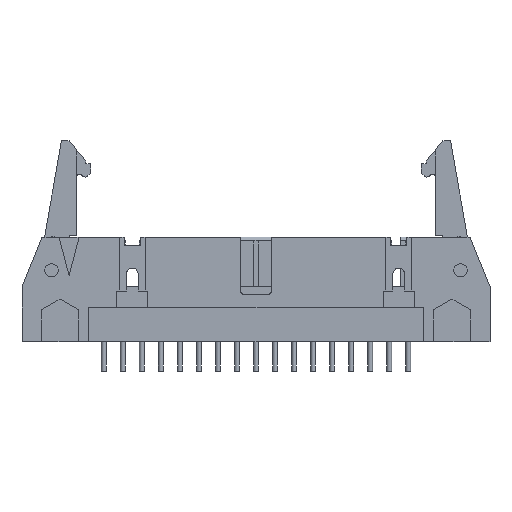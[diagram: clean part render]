
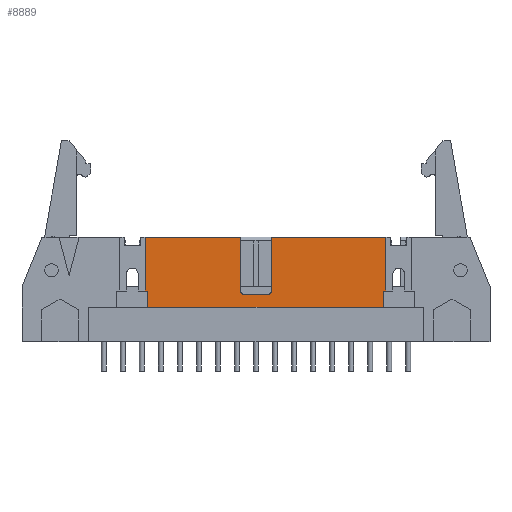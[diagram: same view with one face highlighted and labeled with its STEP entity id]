
A CAD part, front view. The second image highlights one B-rep face of the part: STEP entity #8889.
In plain terms, the highlighted planar face has unit normal (0, -1, 0).
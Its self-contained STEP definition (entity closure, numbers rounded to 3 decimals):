
#1041=DIRECTION('',(-1.,0.,0.));
#1042=VECTOR('',#1041,12.713);
#1043=CARTESIAN_POINT('',(-2.096,-4.001,6.604));
#1044=LINE('',#1043,#1042);
#1045=DIRECTION('',(0.,0.,-1.));
#1046=VECTOR('',#1045,7.112);
#1047=CARTESIAN_POINT('',(-2.096,-4.001,6.604));
#1048=LINE('',#1047,#1046);
#1049=CARTESIAN_POINT('',(-1.588,-4.001,-0.508));
#1050=DIRECTION('',(0.,-1.,0.));
#1051=DIRECTION('',(-1.,0.,0.));
#1052=AXIS2_PLACEMENT_3D('',#1049,#1050,#1051);
#1054=DIRECTION('',(1.,0.,0.));
#1055=VECTOR('',#1054,3.175);
#1056=CARTESIAN_POINT('',(-1.588,-4.001,-1.016));
#1057=LINE('',#1056,#1055);
#1058=CARTESIAN_POINT('',(1.588,-4.001,-0.508));
#1059=DIRECTION('',(0.,-1.,0.));
#1060=DIRECTION('',(0.,0.,-1.));
#1061=AXIS2_PLACEMENT_3D('',#1058,#1059,#1060);
#1063=DIRECTION('',(0.,0.,-1.));
#1064=VECTOR('',#1063,7.112);
#1065=CARTESIAN_POINT('',(2.096,-4.001,6.604));
#1066=LINE('',#1065,#1064);
#1067=DIRECTION('',(-1.,0.,0.));
#1068=VECTOR('',#1067,15.253);
#1069=CARTESIAN_POINT('',(17.348,-4.001,6.604));
#1070=LINE('',#1069,#1068);
#1071=DIRECTION('',(0.,0.,-1.));
#1072=VECTOR('',#1071,7.188);
#1073=CARTESIAN_POINT('',(17.348,-4.001,6.604));
#1074=LINE('',#1073,#1072);
#1075=DIRECTION('',(-1.,0.,0.));
#1076=VECTOR('',#1075,0.368);
#1077=CARTESIAN_POINT('',(17.348,-4.001,-0.584));
#1078=LINE('',#1077,#1076);
#1079=DIRECTION('',(0.,0.,-1.));
#1080=VECTOR('',#1079,2.184);
#1081=CARTESIAN_POINT('',(16.98,-4.001,-0.584));
#1082=LINE('',#1081,#1080);
#1083=DIRECTION('',(1.,0.,0.));
#1084=VECTOR('',#1083,31.42);
#1085=CARTESIAN_POINT('',(-14.44,-4.001,-2.769));
#1086=LINE('',#1085,#1084);
#1087=DIRECTION('',(0.,0.,1.));
#1088=VECTOR('',#1087,2.184);
#1089=CARTESIAN_POINT('',(-14.44,-4.001,-2.769));
#1090=LINE('',#1089,#1088);
#1091=DIRECTION('',(-1.,0.,0.));
#1092=VECTOR('',#1091,0.368);
#1093=CARTESIAN_POINT('',(-14.44,-4.001,-0.584));
#1094=LINE('',#1093,#1092);
#1095=DIRECTION('',(0.,0.,-1.));
#1096=VECTOR('',#1095,7.188);
#1097=CARTESIAN_POINT('',(-14.808,-4.001,6.604));
#1098=LINE('',#1097,#1096);
#5816=CARTESIAN_POINT('',(-2.096,-4.001,6.604));
#5817=CARTESIAN_POINT('',(-2.096,-4.001,-0.508));
#5818=VERTEX_POINT('',#5816);
#5819=VERTEX_POINT('',#5817);
#5820=CARTESIAN_POINT('',(-1.588,-4.001,-1.016));
#5821=VERTEX_POINT('',#5820);
#5822=CARTESIAN_POINT('',(1.588,-4.001,-1.016));
#5823=VERTEX_POINT('',#5822);
#5824=CARTESIAN_POINT('',(2.096,-4.001,-0.508));
#5825=VERTEX_POINT('',#5824);
#5826=CARTESIAN_POINT('',(2.096,-4.001,6.604));
#5827=VERTEX_POINT('',#5826);
#6146=CARTESIAN_POINT('',(16.98,-4.001,-0.584));
#6147=VERTEX_POINT('',#6146);
#6690=CARTESIAN_POINT('',(17.348,-4.001,6.604));
#6691=CARTESIAN_POINT('',(17.348,-4.001,-0.584));
#6692=VERTEX_POINT('',#6690);
#6693=VERTEX_POINT('',#6691);
#6753=CARTESIAN_POINT('',(16.98,-4.001,-2.769));
#6755=VERTEX_POINT('',#6753);
#6786=CARTESIAN_POINT('',(-14.44,-4.001,-2.769));
#6787=CARTESIAN_POINT('',(-14.44,-4.001,-0.584));
#6788=VERTEX_POINT('',#6786);
#6789=VERTEX_POINT('',#6787);
#6814=CARTESIAN_POINT('',(-14.808,-4.001,6.604));
#6815=VERTEX_POINT('',#6814);
#6920=CARTESIAN_POINT('',(-14.808,-4.001,-0.584));
#6921=VERTEX_POINT('',#6920);
#8856=CARTESIAN_POINT('',(0.,-4.001,0.));
#8857=DIRECTION('',(0.,-1.,0.));
#8858=DIRECTION('',(1.,0.,0.));
#8859=AXIS2_PLACEMENT_3D('',#8856,#8857,#8858);
#8860=PLANE('',#8859);
#8861=ORIENTED_EDGE('',*,*,#8049,.F.);
#8863=ORIENTED_EDGE('',*,*,#8862,.T.);
#8865=ORIENTED_EDGE('',*,*,#8864,.T.);
#8867=ORIENTED_EDGE('',*,*,#8866,.T.);
#8869=ORIENTED_EDGE('',*,*,#8868,.T.);
#8871=ORIENTED_EDGE('',*,*,#8870,.F.);
#8872=ORIENTED_EDGE('',*,*,#8033,.F.);
#8874=ORIENTED_EDGE('',*,*,#8873,.T.);
#8876=ORIENTED_EDGE('',*,*,#8875,.T.);
#8878=ORIENTED_EDGE('',*,*,#8877,.T.);
#8880=ORIENTED_EDGE('',*,*,#8879,.F.);
#8882=ORIENTED_EDGE('',*,*,#8881,.T.);
#8884=ORIENTED_EDGE('',*,*,#8883,.T.);
#8886=ORIENTED_EDGE('',*,*,#8885,.F.);
#8887=EDGE_LOOP('',(#8861,#8863,#8865,#8867,#8869,#8871,#8872,#8874,#8876,#8878,
#8880,#8882,#8884,#8886));
#8888=FACE_OUTER_BOUND('',#8887,.F.);
#1053=CIRCLE('',#1052,0.508);
#1062=CIRCLE('',#1061,0.508);
#8033=EDGE_CURVE('',#6692,#5827,#1070,.T.);
#8049=EDGE_CURVE('',#5818,#6815,#1044,.T.);
#8862=EDGE_CURVE('',#5818,#5819,#1048,.T.);
#8864=EDGE_CURVE('',#5819,#5821,#1053,.T.);
#8866=EDGE_CURVE('',#5821,#5823,#1057,.T.);
#8868=EDGE_CURVE('',#5823,#5825,#1062,.T.);
#8870=EDGE_CURVE('',#5827,#5825,#1066,.T.);
#8873=EDGE_CURVE('',#6692,#6693,#1074,.T.);
#8875=EDGE_CURVE('',#6693,#6147,#1078,.T.);
#8877=EDGE_CURVE('',#6147,#6755,#1082,.T.);
#8879=EDGE_CURVE('',#6788,#6755,#1086,.T.);
#8881=EDGE_CURVE('',#6788,#6789,#1090,.T.);
#8883=EDGE_CURVE('',#6789,#6921,#1094,.T.);
#8885=EDGE_CURVE('',#6815,#6921,#1098,.T.);
#8889=ADVANCED_FACE('',(#8888),#8860,.T.);
